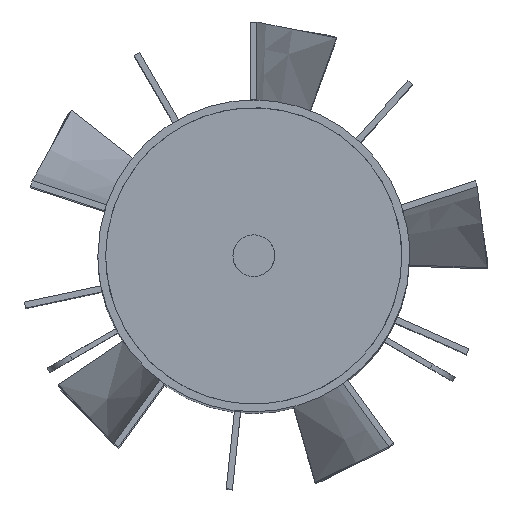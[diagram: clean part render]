
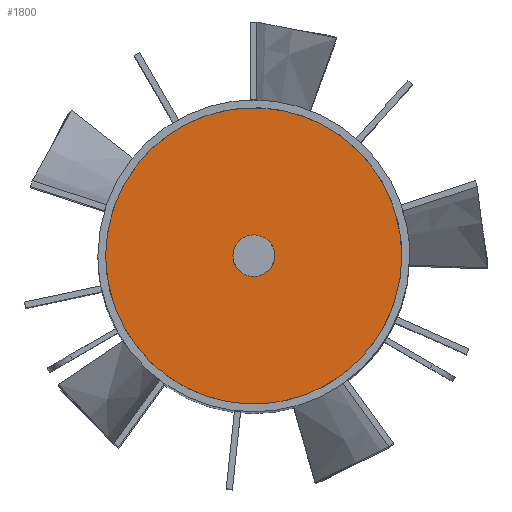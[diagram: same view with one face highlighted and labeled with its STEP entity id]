
A CAD part, top view. The second image highlights one B-rep face of the part: STEP entity #1800.
In plain terms, the highlighted free-form (B-spline) face has degree [1, 1] with [2, 2] control points.
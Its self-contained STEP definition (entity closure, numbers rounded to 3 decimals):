
#120 = VERTEX_POINT('',#121);
#121 = CARTESIAN_POINT('',(-275.641,75.736,
    1292.063));
#126 = EDGE_CURVE('',#127,#120,#129,.T.);
#127 = VERTEX_POINT('',#128);
#128 = CARTESIAN_POINT('',(343.247,75.736,
    1292.063));
#129 = ( BOUNDED_CURVE() B_SPLINE_CURVE(2,(#130,#131,#132,#133,#134),
.UNSPECIFIED.,.F.,.F.) B_SPLINE_CURVE_WITH_KNOTS((3,2,3),(3.142,
4.712,6.283),.PIECEWISE_BEZIER_KNOTS.) CURVE() 
GEOMETRIC_REPRESENTATION_ITEM() RATIONAL_B_SPLINE_CURVE((1.,
0.707,1.,0.707,1.)) REPRESENTATION_ITEM('') );
#130 = CARTESIAN_POINT('',(343.247,75.736,
    1292.063));
#131 = CARTESIAN_POINT('',(343.247,-233.708,
    1292.063));
#132 = CARTESIAN_POINT('',(33.803,-233.708,
    1292.063));
#133 = CARTESIAN_POINT('',(-275.641,-233.708,
    1292.063));
#134 = CARTESIAN_POINT('',(-275.641,75.736,
    1292.063));
#166 = VERTEX_POINT('',#167);
#167 = CARTESIAN_POINT('',(-9.628,75.736,
    1292.063));
#185 = VERTEX_POINT('',#186);
#186 = CARTESIAN_POINT('',(77.234,75.736,
    1292.063));
#191 = EDGE_CURVE('',#185,#166,#192,.T.);
#192 = ( BOUNDED_CURVE() B_SPLINE_CURVE(2,(#193,#194,#195,#196,#197),
.UNSPECIFIED.,.F.,.F.) B_SPLINE_CURVE_WITH_KNOTS((3,2,3),(3.142,
4.712,6.283),.PIECEWISE_BEZIER_KNOTS.) CURVE() 
GEOMETRIC_REPRESENTATION_ITEM() RATIONAL_B_SPLINE_CURVE((1.,
0.707,1.,0.707,1.)) REPRESENTATION_ITEM('') );
#193 = CARTESIAN_POINT('',(77.234,75.736,
    1292.063));
#194 = CARTESIAN_POINT('',(77.234,32.305,
    1292.063));
#195 = CARTESIAN_POINT('',(33.803,32.305,
    1292.063));
#196 = CARTESIAN_POINT('',(-9.628,32.305,
    1292.063));
#197 = CARTESIAN_POINT('',(-9.628,75.736,
    1292.063));
#1767 = EDGE_CURVE('',#166,#185,#1768,.T.);
#1768 = ( BOUNDED_CURVE() B_SPLINE_CURVE(2,(#1769,#1770,#1771,#1772,
#1773),.UNSPECIFIED.,.F.,.F.) B_SPLINE_CURVE_WITH_KNOTS((3,2,3),(0.,
1.571,3.142),.PIECEWISE_BEZIER_KNOTS.) CURVE() 
GEOMETRIC_REPRESENTATION_ITEM() RATIONAL_B_SPLINE_CURVE((1.,
0.707,1.,0.707,1.)) REPRESENTATION_ITEM('') );
#1769 = CARTESIAN_POINT('',(-9.628,75.736,
    1292.063));
#1770 = CARTESIAN_POINT('',(-9.628,119.166,
    1292.063));
#1771 = CARTESIAN_POINT('',(33.803,119.166,
    1292.063));
#1772 = CARTESIAN_POINT('',(77.234,119.166,
    1292.063));
#1773 = CARTESIAN_POINT('',(77.234,75.736,
    1292.063));
#1800 = ADVANCED_FACE('',(#1801,#1812),#1816,.T.);
#1801 = FACE_BOUND('',#1802,.T.);
#1802 = EDGE_LOOP('',(#1803,#1811));
#1803 = ORIENTED_EDGE('',*,*,#1804,.F.);
#1804 = EDGE_CURVE('',#120,#127,#1805,.T.);
#1805 = ( BOUNDED_CURVE() B_SPLINE_CURVE(2,(#1806,#1807,#1808,#1809,
#1810),.UNSPECIFIED.,.F.,.F.) B_SPLINE_CURVE_WITH_KNOTS((3,2,3),(0.,
1.571,3.142),.PIECEWISE_BEZIER_KNOTS.) CURVE() 
GEOMETRIC_REPRESENTATION_ITEM() RATIONAL_B_SPLINE_CURVE((1.,
0.707,1.,0.707,1.)) REPRESENTATION_ITEM('') );
#1806 = CARTESIAN_POINT('',(-275.641,75.736,
    1292.063));
#1807 = CARTESIAN_POINT('',(-275.641,385.179,
    1292.063));
#1808 = CARTESIAN_POINT('',(33.803,385.179,
    1292.063));
#1809 = CARTESIAN_POINT('',(343.247,385.179,
    1292.063));
#1810 = CARTESIAN_POINT('',(343.247,75.736,
    1292.063));
#1811 = ORIENTED_EDGE('',*,*,#126,.F.);
#1812 = FACE_BOUND('',#1813,.T.);
#1813 = EDGE_LOOP('',(#1814,#1815));
#1814 = ORIENTED_EDGE('',*,*,#1767,.T.);
#1815 = ORIENTED_EDGE('',*,*,#191,.T.);
#1816 = B_SPLINE_SURFACE_WITH_KNOTS('',1,1,(
    (#1817,#1818)
    ,(#1819,#1820
    )),.UNSPECIFIED.,.F.,.F.,.F.,(2,2),(2,2),(-285.,285.),(-285.,285.),
  .PIECEWISE_BEZIER_KNOTS.);
#1817 = CARTESIAN_POINT('',(-275.641,-233.708,
    1292.063));
#1818 = CARTESIAN_POINT('',(-275.641,385.179,
    1292.063));
#1819 = CARTESIAN_POINT('',(343.247,-233.708,
    1292.063));
#1820 = CARTESIAN_POINT('',(343.247,385.179,
    1292.063));
